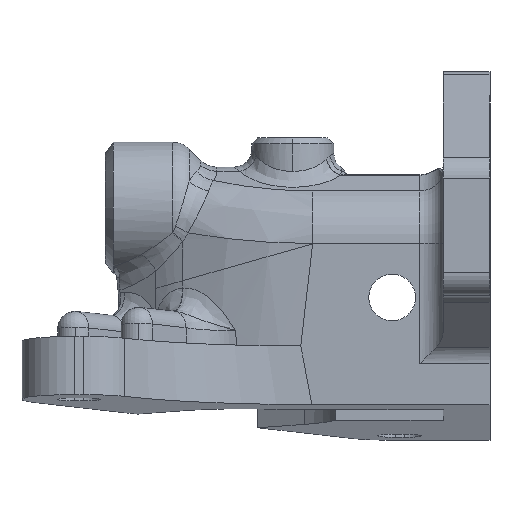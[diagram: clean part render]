
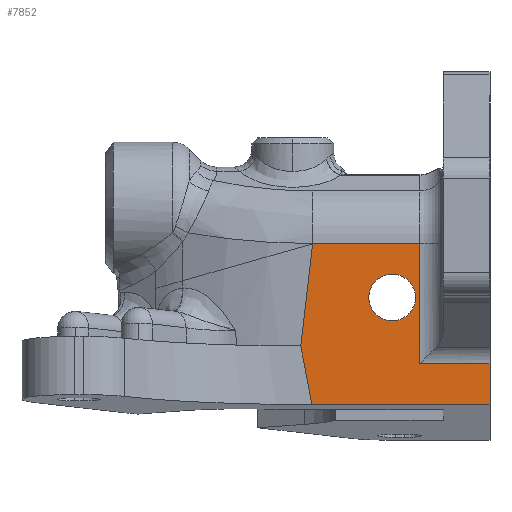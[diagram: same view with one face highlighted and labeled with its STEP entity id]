
A CAD part, left-side view. The second image highlights one B-rep face of the part: STEP entity #7852.
In plain terms, the highlighted planar face has unit normal (-1, 0, 0).
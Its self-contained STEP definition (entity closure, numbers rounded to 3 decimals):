
#175 = CIRCLE ( 'NONE', #6255, 2. ) ;
#262 = FACE_BOUND ( 'NONE', #8327, .T. ) ;
#333 = DIRECTION ( 'NONE',  ( 0., 0., 1. ) ) ;
#336 = VERTEX_POINT ( 'NONE', #4705 ) ;
#365 = CARTESIAN_POINT ( 'NONE',  ( -7.82, 0., -13.328 ) ) ;
#567 = CARTESIAN_POINT ( 'NONE',  ( -7.82, 8.375, -7.655 ) ) ;
#722 = DIRECTION ( 'NONE',  ( 0., 0.186, 0.982 ) ) ;
#856 = EDGE_CURVE ( 'NONE', #4252, #8694, #4547, .T. ) ;
#1136 = EDGE_CURVE ( 'NONE', #336, #2560, #11176, .T. ) ;
#1183 = DIRECTION ( 'NONE',  ( 0., -0.116, 0.993 ) ) ;
#1545 = ORIENTED_EDGE ( 'NONE', *, *, #5626, .F. ) ;
#1622 = VECTOR ( 'NONE', #6377, 1000. ) ;
#1637 = VECTOR ( 'NONE', #7557, 1000. ) ;
#1847 = ORIENTED_EDGE ( 'NONE', *, *, #856, .T. ) ;
#2116 = FACE_OUTER_BOUND ( 'NONE', #8318, .T. ) ;
#2136 = EDGE_CURVE ( 'NONE', #7769, #3497, #4950, .T. ) ;
#2244 = CARTESIAN_POINT ( 'NONE',  ( -7.82, 6., -7.5 ) ) ;
#2560 = VERTEX_POINT ( 'NONE', #7939 ) ;
#2630 = AXIS2_PLACEMENT_3D ( 'NONE', #7499, #5407, #9388 ) ;
#2717 = EDGE_CURVE ( 'NONE', #3497, #4252, #7450, .T. ) ;
#3003 = LINE ( 'NONE', #9328, #1637 ) ;
#3068 = CARTESIAN_POINT ( 'NONE',  ( -7.82, 6., -3.037 ) ) ;
#3222 = EDGE_CURVE ( 'NONE', #3428, #7769, #3003, .T. ) ;
#3264 = CARTESIAN_POINT ( 'NONE',  ( -7.82, 8.375, -9.655 ) ) ;
#3392 = CARTESIAN_POINT ( 'NONE',  ( -7.82, 0., -13.328 ) ) ;
#3409 = CARTESIAN_POINT ( 'NONE',  ( -7.82, 8.375, -5.655 ) ) ;
#3414 = VECTOR ( 'NONE', #1183, 1000. ) ;
#3428 = VERTEX_POINT ( 'NONE', #9129 ) ;
#3497 = VERTEX_POINT ( 'NONE', #3984 ) ;
#3767 = CARTESIAN_POINT ( 'NONE',  ( -7.82, 15.173, -3.037 ) ) ;
#3917 = CARTESIAN_POINT ( 'NONE',  ( -7.82, 15.682, -7.436 ) ) ;
#3984 = CARTESIAN_POINT ( 'NONE',  ( -7.82, 6., -13.328 ) ) ;
#4169 = CARTESIAN_POINT ( 'NONE',  ( -7.82, 8.375, -7.655 ) ) ;
#4181 = DIRECTION ( 'NONE',  ( 0., 1., 0. ) ) ;
#4233 = LINE ( 'NONE', #6778, #7162 ) ;
#4252 = VERTEX_POINT ( 'NONE', #3068 ) ;
#4547 = LINE ( 'NONE', #3767, #1622 ) ;
#4705 = CARTESIAN_POINT ( 'NONE',  ( -7.82, 16.192, -11.8 ) ) ;
#4737 = CIRCLE ( 'NONE', #11325, 2. ) ;
#4777 = VERTEX_POINT ( 'NONE', #3264 ) ;
#4950 = LINE ( 'NONE', #365, #10857 ) ;
#5072 = CARTESIAN_POINT ( 'NONE',  ( -7.82, 0., -16.821 ) ) ;
#5315 = DIRECTION ( 'NONE',  ( -1., 0., 0. ) ) ;
#5407 = DIRECTION ( 'NONE',  ( -1., 0., 0. ) ) ;
#5455 = ORIENTED_EDGE ( 'NONE', *, *, #2717, .T. ) ;
#5626 = EDGE_CURVE ( 'NONE', #2560, #8694, #4233, .T. ) ;
#5690 = EDGE_CURVE ( 'NONE', #7485, #336, #9893, .T. ) ;
#6245 = CARTESIAN_POINT ( 'NONE',  ( -7.82, 15.716, -14.311 ) ) ;
#6255 = AXIS2_PLACEMENT_3D ( 'NONE', #567, #5315, #6310 ) ;
#6303 = ORIENTED_EDGE ( 'NONE', *, *, #3222, .T. ) ;
#6310 = DIRECTION ( 'NONE',  ( 0., 0., 1. ) ) ;
#6377 = DIRECTION ( 'NONE',  ( 0., 1., 0. ) ) ;
#6778 = CARTESIAN_POINT ( 'NONE',  ( -7.82, 15.173, 0.093 ) ) ;
#6970 = ORIENTED_EDGE ( 'NONE', *, *, #5690, .F. ) ;
#7162 = VECTOR ( 'NONE', #11424, 1000. ) ;
#7210 = ORIENTED_EDGE ( 'NONE', *, *, #9735, .F. ) ;
#7450 = LINE ( 'NONE', #2244, #8235 ) ;
#7485 = VERTEX_POINT ( 'NONE', #11373 ) ;
#7491 = EDGE_CURVE ( 'NONE', #3428, #7485, #9605, .T. ) ;
#7499 = CARTESIAN_POINT ( 'NONE',  ( -7.82, 0., -7.5 ) ) ;
#7557 = DIRECTION ( 'NONE',  ( 0., 0., 1. ) ) ;
#7597 = DIRECTION ( 'NONE',  ( 0., 1., 0. ) ) ;
#7769 = VERTEX_POINT ( 'NONE', #3392 ) ;
#7852 = ADVANCED_FACE ( 'NONE', ( #262, #2116 ), #8446, .T. ) ;
#7939 = CARTESIAN_POINT ( 'NONE',  ( -7.82, 15.173, -3.071 ) ) ;
#8235 = VECTOR ( 'NONE', #333, 1000. ) ;
#8318 = EDGE_LOOP ( 'NONE', ( #9128, #5455, #1847, #1545, #11592, #6970, #11706, #6303 ) ) ;
#8327 = EDGE_LOOP ( 'NONE', ( #7210, #9095 ) ) ;
#8446 = PLANE ( 'NONE',  #2630 ) ;
#8551 = VERTEX_POINT ( 'NONE', #3409 ) ;
#8694 = VERTEX_POINT ( 'NONE', #10959 ) ;
#9095 = ORIENTED_EDGE ( 'NONE', *, *, #9660, .F. ) ;
#9128 = ORIENTED_EDGE ( 'NONE', *, *, #2136, .T. ) ;
#9129 = CARTESIAN_POINT ( 'NONE',  ( -7.82, 0., -16.821 ) ) ;
#9328 = CARTESIAN_POINT ( 'NONE',  ( -7.82, 0., -7.5 ) ) ;
#9388 = DIRECTION ( 'NONE',  ( 0., 0., 1. ) ) ;
#9605 = LINE ( 'NONE', #5072, #11675 ) ;
#9609 = VECTOR ( 'NONE', #722, 1000. ) ;
#9660 = EDGE_CURVE ( 'NONE', #4777, #8551, #175, .T. ) ;
#9663 = DIRECTION ( 'NONE',  ( -1., 0., 0. ) ) ;
#9735 = EDGE_CURVE ( 'NONE', #8551, #4777, #4737, .T. ) ;
#9893 = LINE ( 'NONE', #6245, #9609 ) ;
#10857 = VECTOR ( 'NONE', #7597, 1000. ) ;
#10959 = CARTESIAN_POINT ( 'NONE',  ( -7.82, 15.173, -3.037 ) ) ;
#11176 = LINE ( 'NONE', #3917, #3414 ) ;
#11325 = AXIS2_PLACEMENT_3D ( 'NONE', #4169, #9663, #11364 ) ;
#11364 = DIRECTION ( 'NONE',  ( 0., 0., 1. ) ) ;
#11373 = CARTESIAN_POINT ( 'NONE',  ( -7.82, 15.24, -16.821 ) ) ;
#11424 = DIRECTION ( 'NONE',  ( 0., 0., 1. ) ) ;
#11592 = ORIENTED_EDGE ( 'NONE', *, *, #1136, .F. ) ;
#11675 = VECTOR ( 'NONE', #4181, 1000. ) ;
#11706 = ORIENTED_EDGE ( 'NONE', *, *, #7491, .F. ) ;
